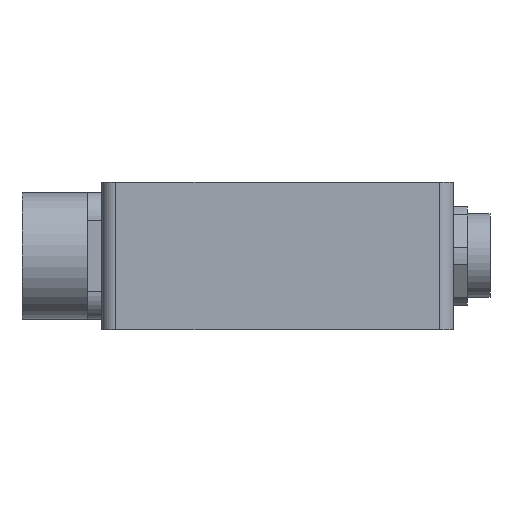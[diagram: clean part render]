
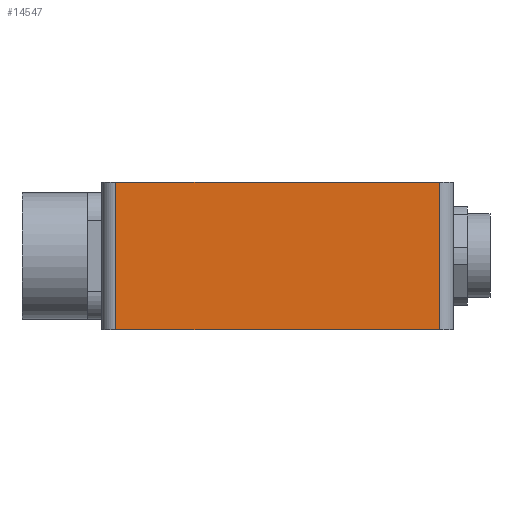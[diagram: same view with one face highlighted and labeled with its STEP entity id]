
A CAD part, front view. The second image highlights one B-rep face of the part: STEP entity #14547.
In plain terms, the highlighted planar face has unit normal (0, -1, 0).
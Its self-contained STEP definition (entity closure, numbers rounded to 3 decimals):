
#2079 = PLANE('',#2080);
#2080 = AXIS2_PLACEMENT_3D('',#2081,#2082,#2083);
#2081 = CARTESIAN_POINT('',(6.596,42.92,21.));
#2082 = DIRECTION('',(0.,0.,1.));
#2083 = DIRECTION('',(1.,0.,0.));
#11048 = CYLINDRICAL_SURFACE('',#11049,2.);
#11049 = AXIS2_PLACEMENT_3D('',#11050,#11051,#11052);
#11050 = CARTESIAN_POINT('',(48.096,1.42,10.125));
#11051 = DIRECTION('',(0.,0.,-1.));
#11052 = DIRECTION('',(0.707,-0.707,0.));
#11075 = PLANE('',#11076);
#11076 = AXIS2_PLACEMENT_3D('',#11077,#11078,#11079);
#11077 = CARTESIAN_POINT('',(25.096,24.42,0.));
#11078 = DIRECTION('',(0.,0.,1.));
#11079 = DIRECTION('',(1.,0.,0.));
#13380 = VERTEX_POINT('',#13381);
#13381 = CARTESIAN_POINT('',(48.096,-0.58,0.));
#13402 = EDGE_CURVE('',#13380,#13403,#13405,.T.);
#13403 = VERTEX_POINT('',#13404);
#13404 = CARTESIAN_POINT('',(2.096,-0.58,0.));
#13405 = SURFACE_CURVE('',#13406,(#13410,#13417),.PCURVE_S1.);
#13406 = LINE('',#13407,#13408);
#13407 = CARTESIAN_POINT('',(25.096,-0.58,0.));
#13408 = VECTOR('',#13409,1.);
#13409 = DIRECTION('',(-1.,0.,0.));
#13410 = PCURVE('',#11075,#13411);
#13411 = DEFINITIONAL_REPRESENTATION('',(#13412),#13416);
#13412 = LINE('',#13413,#13414);
#13413 = CARTESIAN_POINT('',(0.,-25.));
#13414 = VECTOR('',#13415,1.);
#13415 = DIRECTION('',(-1.,0.));
#13416 = ( GEOMETRIC_REPRESENTATION_CONTEXT(2) 
PARAMETRIC_REPRESENTATION_CONTEXT() REPRESENTATION_CONTEXT('2D SPACE',''
  ) );
#13417 = PCURVE('',#13418,#13423);
#13418 = PLANE('',#13419);
#13419 = AXIS2_PLACEMENT_3D('',#13420,#13421,#13422);
#13420 = CARTESIAN_POINT('',(49.596,-0.58,10.5));
#13421 = DIRECTION('',(0.,1.,0.));
#13422 = DIRECTION('',(0.,0.,1.));
#13423 = DEFINITIONAL_REPRESENTATION('',(#13424),#13428);
#13424 = LINE('',#13425,#13426);
#13425 = CARTESIAN_POINT('',(-10.5,-24.5));
#13426 = VECTOR('',#13427,1.);
#13427 = DIRECTION('',(0.,-1.));
#13428 = ( GEOMETRIC_REPRESENTATION_CONTEXT(2) 
PARAMETRIC_REPRESENTATION_CONTEXT() REPRESENTATION_CONTEXT('2D SPACE',''
  ) );
#13447 = CYLINDRICAL_SURFACE('',#13448,2.);
#13448 = AXIS2_PLACEMENT_3D('',#13449,#13450,#13451);
#13449 = CARTESIAN_POINT('',(2.096,1.42,10.5));
#13450 = DIRECTION('',(0.,0.,-1.));
#13451 = DIRECTION('',(-0.707,-0.707,0.));
#14547 = ADVANCED_FACE('',(#14548),#13418,.F.);
#14548 = FACE_BOUND('',#14549,.T.);
#14549 = EDGE_LOOP('',(#14550,#14572,#14573,#14595,#14617));
#14550 = ORIENTED_EDGE('',*,*,#14551,.F.);
#14551 = EDGE_CURVE('',#13403,#14552,#14554,.T.);
#14552 = VERTEX_POINT('',#14553);
#14553 = CARTESIAN_POINT('',(2.096,-0.58,21.));
#14554 = SURFACE_CURVE('',#14555,(#14559,#14566),.PCURVE_S1.);
#14555 = LINE('',#14556,#14557);
#14556 = CARTESIAN_POINT('',(2.096,-0.58,19.5));
#14557 = VECTOR('',#14558,1.);
#14558 = DIRECTION('',(0.,0.,1.));
#14559 = PCURVE('',#13418,#14560);
#14560 = DEFINITIONAL_REPRESENTATION('',(#14561),#14565);
#14561 = LINE('',#14562,#14563);
#14562 = CARTESIAN_POINT('',(9.,-47.5));
#14563 = VECTOR('',#14564,1.);
#14564 = DIRECTION('',(1.,0.));
#14565 = ( GEOMETRIC_REPRESENTATION_CONTEXT(2) 
PARAMETRIC_REPRESENTATION_CONTEXT() REPRESENTATION_CONTEXT('2D SPACE',''
  ) );
#14566 = PCURVE('',#13447,#14567);
#14567 = DEFINITIONAL_REPRESENTATION('',(#14568),#14571);
#14568 = B_SPLINE_CURVE_WITH_KNOTS('',1,(#14569,#14570),.UNSPECIFIED.,
  .F.,.F.,(2,2),(-19.5,1.5),.PIECEWISE_BEZIER_KNOTS.);
#14569 = CARTESIAN_POINT('',(-0.785,10.5));
#14570 = CARTESIAN_POINT('',(-0.785,-10.5));
#14571 = ( GEOMETRIC_REPRESENTATION_CONTEXT(2) 
PARAMETRIC_REPRESENTATION_CONTEXT() REPRESENTATION_CONTEXT('2D SPACE',''
  ) );
#14572 = ORIENTED_EDGE('',*,*,#13402,.F.);
#14573 = ORIENTED_EDGE('',*,*,#14574,.F.);
#14574 = EDGE_CURVE('',#14575,#13380,#14577,.T.);
#14575 = VERTEX_POINT('',#14576);
#14576 = CARTESIAN_POINT('',(48.096,-0.58,19.5));
#14577 = SURFACE_CURVE('',#14578,(#14582,#14589),.PCURVE_S1.);
#14578 = LINE('',#14579,#14580);
#14579 = CARTESIAN_POINT('',(48.096,-0.58,10.125));
#14580 = VECTOR('',#14581,1.);
#14581 = DIRECTION('',(0.,0.,-1.));
#14582 = PCURVE('',#13418,#14583);
#14583 = DEFINITIONAL_REPRESENTATION('',(#14584),#14588);
#14584 = LINE('',#14585,#14586);
#14585 = CARTESIAN_POINT('',(-0.375,-1.5));
#14586 = VECTOR('',#14587,1.);
#14587 = DIRECTION('',(-1.,0.));
#14588 = ( GEOMETRIC_REPRESENTATION_CONTEXT(2) 
PARAMETRIC_REPRESENTATION_CONTEXT() REPRESENTATION_CONTEXT('2D SPACE',''
  ) );
#14589 = PCURVE('',#11048,#14590);
#14590 = DEFINITIONAL_REPRESENTATION('',(#14591),#14594);
#14591 = B_SPLINE_CURVE_WITH_KNOTS('',1,(#14592,#14593),.UNSPECIFIED.,
  .F.,.F.,(2,2),(-9.375,10.125),.PIECEWISE_BEZIER_KNOTS.);
#14592 = CARTESIAN_POINT('',(0.785,-9.375));
#14593 = CARTESIAN_POINT('',(0.785,10.125));
#14594 = ( GEOMETRIC_REPRESENTATION_CONTEXT(2) 
PARAMETRIC_REPRESENTATION_CONTEXT() REPRESENTATION_CONTEXT('2D SPACE',''
  ) );
#14595 = ORIENTED_EDGE('',*,*,#14596,.F.);
#14596 = EDGE_CURVE('',#14597,#14575,#14599,.T.);
#14597 = VERTEX_POINT('',#14598);
#14598 = CARTESIAN_POINT('',(48.096,-0.58,21.));
#14599 = SURFACE_CURVE('',#14600,(#14604,#14611),.PCURVE_S1.);
#14600 = LINE('',#14601,#14602);
#14601 = CARTESIAN_POINT('',(48.096,-0.58,20.25));
#14602 = VECTOR('',#14603,1.);
#14603 = DIRECTION('',(0.,0.,-1.));
#14604 = PCURVE('',#13418,#14605);
#14605 = DEFINITIONAL_REPRESENTATION('',(#14606),#14610);
#14606 = LINE('',#14607,#14608);
#14607 = CARTESIAN_POINT('',(9.75,-1.5));
#14608 = VECTOR('',#14609,1.);
#14609 = DIRECTION('',(-1.,0.));
#14610 = ( GEOMETRIC_REPRESENTATION_CONTEXT(2) 
PARAMETRIC_REPRESENTATION_CONTEXT() REPRESENTATION_CONTEXT('2D SPACE',''
  ) );
#14611 = PCURVE('',#11048,#14612);
#14612 = DEFINITIONAL_REPRESENTATION('',(#14613),#14616);
#14613 = B_SPLINE_CURVE_WITH_KNOTS('',1,(#14614,#14615),.UNSPECIFIED.,
  .F.,.F.,(2,2),(-0.75,0.75),.PIECEWISE_BEZIER_KNOTS.);
#14614 = CARTESIAN_POINT('',(0.785,-10.875));
#14615 = CARTESIAN_POINT('',(0.785,-9.375));
#14616 = ( GEOMETRIC_REPRESENTATION_CONTEXT(2) 
PARAMETRIC_REPRESENTATION_CONTEXT() REPRESENTATION_CONTEXT('2D SPACE',''
  ) );
#14617 = ORIENTED_EDGE('',*,*,#14618,.F.);
#14618 = EDGE_CURVE('',#14552,#14597,#14619,.T.);
#14619 = SURFACE_CURVE('',#14620,(#14624,#14631),.PCURVE_S1.);
#14620 = LINE('',#14621,#14622);
#14621 = CARTESIAN_POINT('',(46.096,-0.58,21.));
#14622 = VECTOR('',#14623,1.);
#14623 = DIRECTION('',(1.,0.,0.));
#14624 = PCURVE('',#13418,#14625);
#14625 = DEFINITIONAL_REPRESENTATION('',(#14626),#14630);
#14626 = LINE('',#14627,#14628);
#14627 = CARTESIAN_POINT('',(10.5,-3.5));
#14628 = VECTOR('',#14629,1.);
#14629 = DIRECTION('',(0.,1.));
#14630 = ( GEOMETRIC_REPRESENTATION_CONTEXT(2) 
PARAMETRIC_REPRESENTATION_CONTEXT() REPRESENTATION_CONTEXT('2D SPACE',''
  ) );
#14631 = PCURVE('',#2079,#14632);
#14632 = DEFINITIONAL_REPRESENTATION('',(#14633),#14637);
#14633 = LINE('',#14634,#14635);
#14634 = CARTESIAN_POINT('',(39.5,-43.5));
#14635 = VECTOR('',#14636,1.);
#14636 = DIRECTION('',(1.,0.));
#14637 = ( GEOMETRIC_REPRESENTATION_CONTEXT(2) 
PARAMETRIC_REPRESENTATION_CONTEXT() REPRESENTATION_CONTEXT('2D SPACE',''
  ) );
